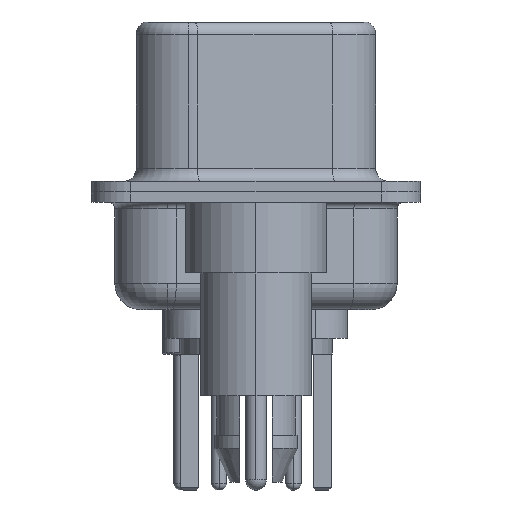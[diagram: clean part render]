
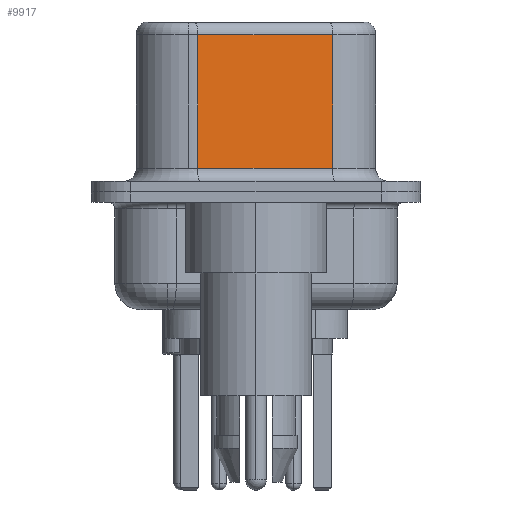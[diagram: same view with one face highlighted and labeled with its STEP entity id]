
A CAD part, left-side view. The second image highlights one B-rep face of the part: STEP entity #9917.
In plain terms, the highlighted planar face has unit normal (-0.985, -0.174, 0).
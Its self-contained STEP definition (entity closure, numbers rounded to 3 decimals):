
#1205 = PLANE ( 'NONE',  #7669 ) ;
#1227 = VERTEX_POINT ( 'NONE', #9479 ) ;
#1616 = VECTOR ( 'NONE', #13752, 1000. ) ;
#2793 = CARTESIAN_POINT ( 'NONE',  ( 3.675, 2.233, 6.52 ) ) ;
#4933 = ORIENTED_EDGE ( 'NONE', *, *, #18816, .F. ) ;
#5006 = CARTESIAN_POINT ( 'NONE',  ( 4.585, -2.927, 6.52 ) ) ;
#5339 = VERTEX_POINT ( 'NONE', #23331 ) ;
#6706 = CARTESIAN_POINT ( 'NONE',  ( 4.585, -2.927, 0.9 ) ) ;
#7669 = AXIS2_PLACEMENT_3D ( 'NONE', #23433, #16908, #18735 ) ;
#9479 = CARTESIAN_POINT ( 'NONE',  ( 3.675, 2.233, 0.9 ) ) ;
#9917 = ADVANCED_FACE ( 'NONE', ( #14672 ), #1205, .F. ) ;
#9939 = ORIENTED_EDGE ( 'NONE', *, *, #16851, .T. ) ;
#10454 = EDGE_CURVE ( 'NONE', #5339, #1227, #24190, .T. ) ;
#10579 = CARTESIAN_POINT ( 'NONE',  ( 4.585, -2.927, 6.02 ) ) ;
#11542 = VERTEX_POINT ( 'NONE', #6706 ) ;
#12387 = ORIENTED_EDGE ( 'NONE', *, *, #10454, .T. ) ;
#13752 = DIRECTION ( 'NONE',  ( 0., 0., -1. ) ) ;
#14672 = FACE_OUTER_BOUND ( 'NONE', #17961, .T. ) ;
#15108 = LINE ( 'NONE', #5006, #22983 ) ;
#15218 = VECTOR ( 'NONE', #17781, 1000. ) ;
#15741 = ORIENTED_EDGE ( 'NONE', *, *, #24007, .T. ) ;
#16178 = DIRECTION ( 'NONE',  ( 0., 0., -1. ) ) ;
#16851 = EDGE_CURVE ( 'NONE', #25086, #5339, #21708, .T. ) ;
#16908 = DIRECTION ( 'NONE',  ( 0.985, 0.174, 0. ) ) ;
#17242 = LINE ( 'NONE', #26700, #27174 ) ;
#17781 = DIRECTION ( 'NONE',  ( -0.174, 0.985, 0. ) ) ;
#17961 = EDGE_LOOP ( 'NONE', ( #4933, #9939, #12387, #15741 ) ) ;
#17983 = CARTESIAN_POINT ( 'NONE',  ( 4.585, -2.927, 6.02 ) ) ;
#18735 = DIRECTION ( 'NONE',  ( -0.174, 0.985, 0. ) ) ;
#18816 = EDGE_CURVE ( 'NONE', #25086, #11542, #15108, .T. ) ;
#21708 = LINE ( 'NONE', #17983, #15218 ) ;
#22242 = DIRECTION ( 'NONE',  ( 0.174, -0.985, 0. ) ) ;
#22983 = VECTOR ( 'NONE', #16178, 1000. ) ;
#23331 = CARTESIAN_POINT ( 'NONE',  ( 3.675, 2.233, 6.02 ) ) ;
#23433 = CARTESIAN_POINT ( 'NONE',  ( 4.585, -2.927, 6.52 ) ) ;
#24007 = EDGE_CURVE ( 'NONE', #1227, #11542, #17242, .T. ) ;
#24190 = LINE ( 'NONE', #2793, #1616 ) ;
#25086 = VERTEX_POINT ( 'NONE', #10579 ) ;
#26700 = CARTESIAN_POINT ( 'NONE',  ( 4.585, -2.927, 0.9 ) ) ;
#27174 = VECTOR ( 'NONE', #22242, 1000. ) ;
